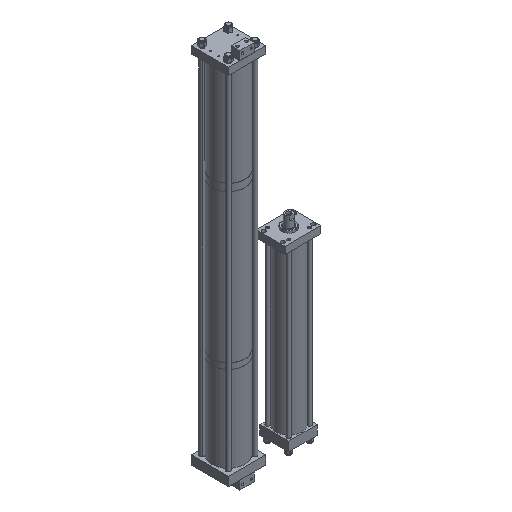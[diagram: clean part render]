
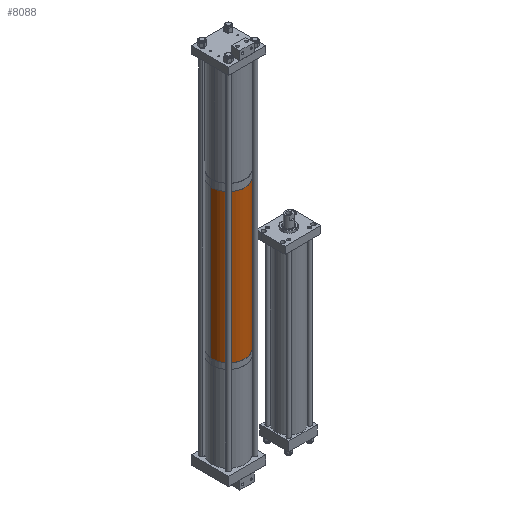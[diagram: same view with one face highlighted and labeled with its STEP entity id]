
A CAD part, isometric view. The second image highlights one B-rep face of the part: STEP entity #8088.
In plain terms, the highlighted cylindrical face has radius 73.025 mm (diameter 146.05 mm), a partial arc.
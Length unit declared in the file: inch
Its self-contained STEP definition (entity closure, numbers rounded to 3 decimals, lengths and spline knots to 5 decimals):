
#1131 = VECTOR ( 'NONE', #3844, 39.37008 ) ;
#1385 = CARTESIAN_POINT ( 'NONE',  ( 2.875, 0., 25.85 ) ) ;
#1462 = CARTESIAN_POINT ( 'NONE',  ( -2.875, 0., 25.85 ) ) ;
#1513 = DIRECTION ( 'NONE',  ( 0., 0., -1. ) ) ;
#2254 = LINE ( 'NONE', #1385, #13816 ) ;
#2357 = DIRECTION ( 'NONE',  ( 1., 0., 0. ) ) ;
#2731 = ORIENTED_EDGE ( 'NONE', *, *, #7306, .T. ) ;
#2773 = CARTESIAN_POINT ( 'NONE',  ( 2.875, 0., 0. ) ) ;
#3093 = FACE_OUTER_BOUND ( 'NONE', #6732, .T. ) ;
#3574 = DIRECTION ( 'NONE',  ( -1., 0., 0. ) ) ;
#3844 = DIRECTION ( 'NONE',  ( 0., 0., -1. ) ) ;
#4273 = CARTESIAN_POINT ( 'NONE',  ( -2.875, 0., 0. ) ) ;
#4641 = EDGE_CURVE ( 'NONE', #8284, #15483, #14372, .T. ) ;
#4929 = VERTEX_POINT ( 'NONE', #4273 ) ;
#6732 = EDGE_LOOP ( 'NONE', ( #14056, #14086, #2731, #11823 ) ) ;
#7198 = CARTESIAN_POINT ( 'NONE',  ( 2.875, 0., 25.85 ) ) ;
#7306 = EDGE_CURVE ( 'NONE', #8284, #4929, #15324, .T. ) ;
#8088 = ADVANCED_FACE ( 'NONE', ( #3093 ), #12091, .T. ) ;
#8188 = CIRCLE ( 'NONE', #15944, 2.875 ) ;
#8207 = CARTESIAN_POINT ( 'NONE',  ( 0., 0., 25.85 ) ) ;
#8284 = VERTEX_POINT ( 'NONE', #10111 ) ;
#8736 = DIRECTION ( 'NONE',  ( 1., 0., 0. ) ) ;
#9915 = CARTESIAN_POINT ( 'NONE',  ( 0., 0., 0. ) ) ;
#9972 = CARTESIAN_POINT ( 'NONE',  ( 0., 0., 25.85 ) ) ;
#10111 = CARTESIAN_POINT ( 'NONE',  ( -2.875, 0., 25.85 ) ) ;
#10911 = DIRECTION ( 'NONE',  ( 0., 0., -1. ) ) ;
#11441 = DIRECTION ( 'NONE',  ( 0., 0., 1. ) ) ;
#11481 = VERTEX_POINT ( 'NONE', #2773 ) ;
#11823 = ORIENTED_EDGE ( 'NONE', *, *, #13573, .T. ) ;
#12051 = EDGE_CURVE ( 'NONE', #15483, #11481, #2254, .T. ) ;
#12091 = CYLINDRICAL_SURFACE ( 'NONE', #16041, 2.875 ) ;
#13573 = EDGE_CURVE ( 'NONE', #4929, #11481, #8188, .T. ) ;
#13816 = VECTOR ( 'NONE', #1513, 39.37008 ) ;
#14056 = ORIENTED_EDGE ( 'NONE', *, *, #12051, .F. ) ;
#14086 = ORIENTED_EDGE ( 'NONE', *, *, #4641, .F. ) ;
#14372 = CIRCLE ( 'NONE', #15485, 2.875 ) ;
#15324 = LINE ( 'NONE', #1462, #1131 ) ;
#15483 = VERTEX_POINT ( 'NONE', #7198 ) ;
#15485 = AXIS2_PLACEMENT_3D ( 'NONE', #9972, #11441, #2357 ) ;
#15944 = AXIS2_PLACEMENT_3D ( 'NONE', #9915, #16434, #8736 ) ;
#16041 = AXIS2_PLACEMENT_3D ( 'NONE', #8207, #10911, #3574 ) ;
#16434 = DIRECTION ( 'NONE',  ( 0., 0., 1. ) ) ;
